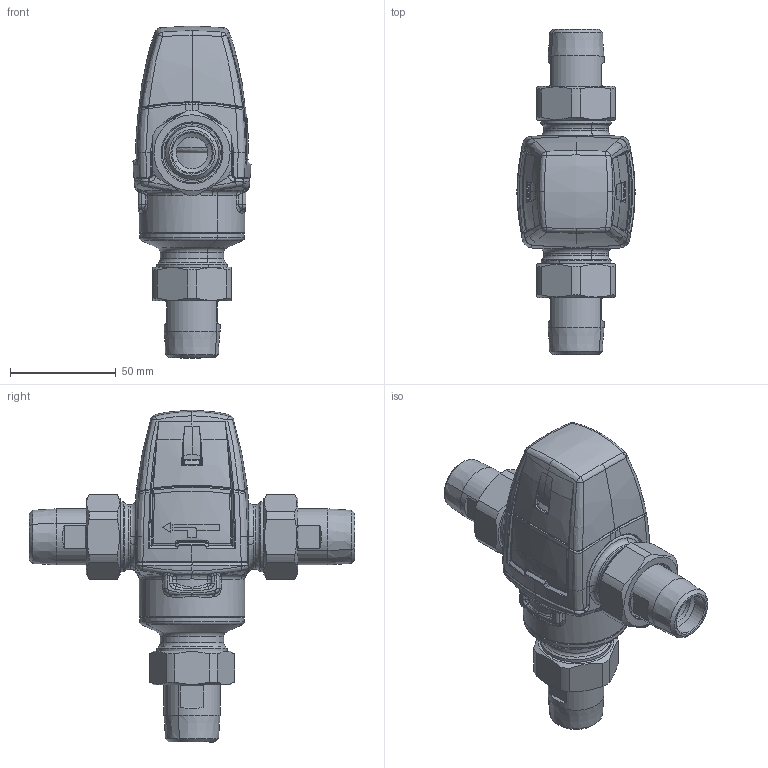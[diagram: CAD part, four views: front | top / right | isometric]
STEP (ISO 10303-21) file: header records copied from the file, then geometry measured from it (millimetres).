
FILE_DESCRIPTION(('CATIA V5 STEP Exchange'),'2;1');
FILE_NAME('VTA522 G1+G3-4_31620800.stp','2014-06-26T06:42:59+00:00',('none'),('none'),'CATIA Version 5 Release 20 SP 6 (IN-10)','CATIA V5 STEP AP203','none');
FILE_SCHEMA(('CONFIG_CONTROL_DESIGN'));
Products named in the file (1): 2741s4_AllCATPart
Bounding box: 55.84 x 154 x 157 mm (x, y, z)
Volume: 230410.5 mm3; surface area: 89637.9 mm2
Topology: 1 solids, 4 shells, 4989 faces, 13639 edges, 8618 vertices
Faces by surface type: plane 2355, bspline 1153, cylinder 563, torus 365, cone 304, revolution 161, sphere 80, extrusion 8
Entity records: 215587 total; most frequent: CARTESIAN_POINT 112316, ORIENTED_EDGE 27132, EDGE_CURVE 13566, DIRECTION 11790, VERTEX_POINT 8618, B_SPLINE_CURVE_WITH_KNOTS 7838, AXIS2_PLACEMENT_3D 5398, EDGE_LOOP 5140
